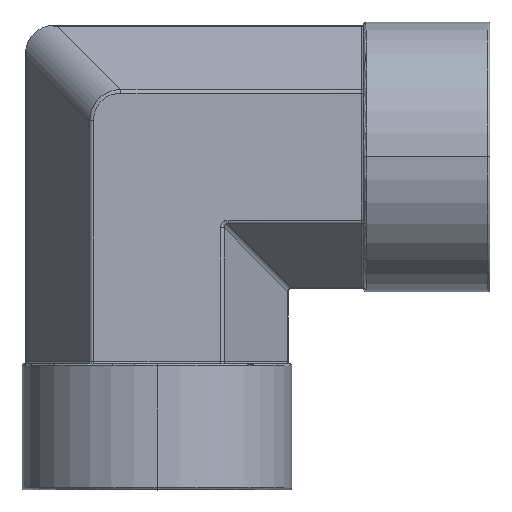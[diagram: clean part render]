
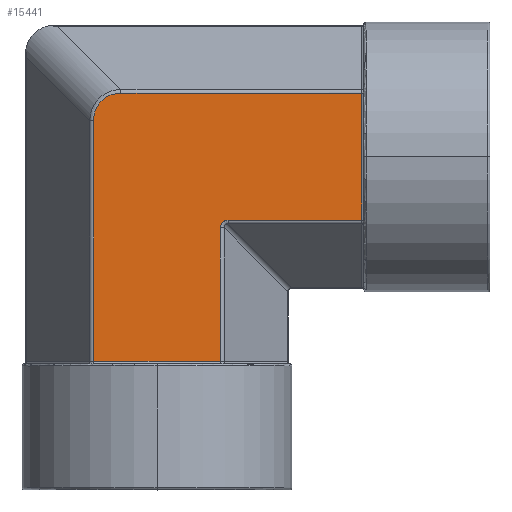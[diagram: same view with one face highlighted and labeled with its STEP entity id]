
A CAD part, top view. The second image highlights one B-rep face of the part: STEP entity #15441.
In plain terms, the highlighted planar face has unit normal (0, 0, 1).
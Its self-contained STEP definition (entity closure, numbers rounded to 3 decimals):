
#5983=DIRECTION('',(-1.,0.,0.));
#5984=VECTOR('',#5983,14.087);
#5985=CARTESIAN_POINT('',(7.044,-22.75,12.7));
#5986=LINE('',#5985,#5984);
#5990=DIRECTION('',(0.,1.,0.));
#5991=VECTOR('',#5990,26.763);
#5992=CARTESIAN_POINT('',(-7.044,-22.75,12.7));
#5993=LINE('',#5992,#5991);
#5997=CARTESIAN_POINT('',(-4.013,7.044,12.7));
#5998=CARTESIAN_POINT('',(-4.09,7.044,12.7));
#5999=CARTESIAN_POINT('',(-4.241,7.039,12.7));
#6000=CARTESIAN_POINT('',(-4.461,7.019,12.7));
#6001=CARTESIAN_POINT('',(-4.673,6.985,12.7));
#6002=CARTESIAN_POINT('',(-4.876,6.94,12.7));
#6003=CARTESIAN_POINT('',(-5.072,6.883,12.7));
#6004=CARTESIAN_POINT('',(-5.259,6.815,12.7));
#6005=CARTESIAN_POINT('',(-5.438,6.736,12.7));
#6006=CARTESIAN_POINT('',(-5.608,6.648,12.7));
#6007=CARTESIAN_POINT('',(-5.769,6.549,12.7));
#6008=CARTESIAN_POINT('',(-5.921,6.441,12.7));
#6009=CARTESIAN_POINT('',(-6.064,6.324,12.7));
#6010=CARTESIAN_POINT('',(-6.199,6.199,12.7));
#6011=CARTESIAN_POINT('',(-6.324,6.064,12.7));
#6012=CARTESIAN_POINT('',(-6.441,5.921,12.7));
#6013=CARTESIAN_POINT('',(-6.549,5.769,12.7));
#6014=CARTESIAN_POINT('',(-6.648,5.608,12.7));
#6015=CARTESIAN_POINT('',(-6.736,5.438,12.7));
#6016=CARTESIAN_POINT('',(-6.815,5.259,12.7));
#6017=CARTESIAN_POINT('',(-6.883,5.072,12.7));
#6018=CARTESIAN_POINT('',(-6.94,4.876,12.7));
#6019=CARTESIAN_POINT('',(-6.985,4.673,12.7));
#6020=CARTESIAN_POINT('',(-7.019,4.461,12.7));
#6021=CARTESIAN_POINT('',(-7.039,4.241,12.7));
#6022=CARTESIAN_POINT('',(-7.044,4.09,12.7));
#6023=CARTESIAN_POINT('',(-7.044,4.013,12.7));
#6028=DIRECTION('',(1.,0.,0.));
#6029=VECTOR('',#6028,26.763);
#6030=CARTESIAN_POINT('',(-4.013,7.044,12.7));
#6031=LINE('',#6030,#6029);
#6035=DIRECTION('',(0.,-1.,0.));
#6036=VECTOR('',#6035,14.087);
#6037=CARTESIAN_POINT('',(22.75,7.044,12.7));
#6038=LINE('',#6037,#6036);
#6042=DIRECTION('',(-1.,0.,0.));
#6043=VECTOR('',#6042,14.84);
#6044=CARTESIAN_POINT('',(22.75,-7.044,12.7));
#6045=LINE('',#6044,#6043);
#6049=CARTESIAN_POINT('',(7.044,-7.91,12.7));
#6050=CARTESIAN_POINT('',(7.044,-7.881,12.7));
#6051=CARTESIAN_POINT('',(7.046,-7.824,12.7));
#6052=CARTESIAN_POINT('',(7.056,-7.741,12.7));
#6053=CARTESIAN_POINT('',(7.073,-7.663,12.7));
#6054=CARTESIAN_POINT('',(7.095,-7.59,12.7));
#6055=CARTESIAN_POINT('',(7.122,-7.523,12.7));
#6056=CARTESIAN_POINT('',(7.152,-7.462,12.7));
#6057=CARTESIAN_POINT('',(7.186,-7.405,12.7));
#6058=CARTESIAN_POINT('',(7.224,-7.354,12.7));
#6059=CARTESIAN_POINT('',(7.264,-7.307,12.7));
#6060=CARTESIAN_POINT('',(7.307,-7.263,12.7));
#6061=CARTESIAN_POINT('',(7.354,-7.223,12.7));
#6062=CARTESIAN_POINT('',(7.406,-7.186,12.7));
#6063=CARTESIAN_POINT('',(7.462,-7.152,12.7));
#6064=CARTESIAN_POINT('',(7.524,-7.121,12.7));
#6065=CARTESIAN_POINT('',(7.591,-7.095,12.7));
#6066=CARTESIAN_POINT('',(7.664,-7.073,12.7));
#6067=CARTESIAN_POINT('',(7.742,-7.056,12.7));
#6068=CARTESIAN_POINT('',(7.824,-7.046,12.7));
#6069=CARTESIAN_POINT('',(7.881,-7.044,12.7));
#6070=CARTESIAN_POINT('',(7.91,-7.044,12.7));
#6075=DIRECTION('',(0.,1.,0.));
#6076=VECTOR('',#6075,14.84);
#6077=CARTESIAN_POINT('',(7.044,-22.75,12.7));
#6078=LINE('',#6077,#6076);
#11170=VERTEX_POINT('',#6049);
#11171=VERTEX_POINT('',#6070);
#11199=CARTESIAN_POINT('',(-4.013,7.044,12.7));
#11200=VERTEX_POINT('',#11199);
#11201=VERTEX_POINT('',#6023);
#11421=CARTESIAN_POINT('',(7.044,-22.75,12.7));
#11422=VERTEX_POINT('',#11421);
#11425=CARTESIAN_POINT('',(-7.044,-22.75,12.7));
#11426=VERTEX_POINT('',#11425);
#11449=CARTESIAN_POINT('',(22.75,7.044,12.7));
#11450=VERTEX_POINT('',#11449);
#11453=CARTESIAN_POINT('',(22.75,-7.044,12.7));
#11454=VERTEX_POINT('',#11453);
#15421=CARTESIAN_POINT('',(0.,7.332,12.7));
#15422=DIRECTION('',(0.,0.,1.));
#15423=DIRECTION('',(0.,-1.,0.));
#15424=AXIS2_PLACEMENT_3D('',#15421,#15422,#15423);
#15425=PLANE('',#15424);
#15426=ORIENTED_EDGE('',*,*,#15412,.T.);
#15427=ORIENTED_EDGE('',*,*,#15388,.T.);
#15429=ORIENTED_EDGE('',*,*,#15428,.F.);
#15430=ORIENTED_EDGE('',*,*,#15264,.T.);
#15432=ORIENTED_EDGE('',*,*,#15431,.T.);
#15434=ORIENTED_EDGE('',*,*,#15433,.T.);
#15436=ORIENTED_EDGE('',*,*,#15435,.F.);
#15438=ORIENTED_EDGE('',*,*,#15437,.F.);
#15439=EDGE_LOOP('',(#15426,#15427,#15429,#15430,#15432,#15434,#15436,#15438));
#15440=FACE_OUTER_BOUND('',#15439,.F.);
#6024=B_SPLINE_CURVE_WITH_KNOTS('',3,(#5997,#5998,#5999,#6000,#6001,#6002,#6003,
#6004,#6005,#6006,#6007,#6008,#6009,#6010,#6011,#6012,#6013,#6014,#6015,#6016,
#6017,#6018,#6019,#6020,#6021,#6022,#6023),.UNSPECIFIED.,.F.,.F.,(4,1,1,1,1,1,1,
1,1,1,1,1,1,1,1,1,1,1,1,1,1,1,1,1,4),(0.,0.042,0.083,
0.125,0.167,0.208,0.25,0.292,
0.333,0.375,0.417,0.458,0.5,
0.542,0.583,0.625,0.667,0.708,
0.75,0.792,0.833,0.875,0.917,
0.958,1.),.UNSPECIFIED.);
#6071=B_SPLINE_CURVE_WITH_KNOTS('',3,(#6049,#6050,#6051,#6052,#6053,#6054,#6055,
#6056,#6057,#6058,#6059,#6060,#6061,#6062,#6063,#6064,#6065,#6066,#6067,#6068,
#6069,#6070),.UNSPECIFIED.,.F.,.F.,(4,1,1,1,1,1,1,1,1,1,1,1,1,1,1,1,1,1,1,4),(
0.,0.053,0.105,0.158,0.211,
0.263,0.316,0.368,0.421,
0.474,0.526,0.579,0.632,
0.684,0.737,0.789,0.842,
0.895,0.947,1.),.UNSPECIFIED.);
#15264=EDGE_CURVE('',#11200,#11450,#6031,.T.);
#15388=EDGE_CURVE('',#11426,#11201,#5993,.T.);
#15412=EDGE_CURVE('',#11422,#11426,#5986,.T.);
#15428=EDGE_CURVE('',#11200,#11201,#6024,.T.);
#15431=EDGE_CURVE('',#11450,#11454,#6038,.T.);
#15433=EDGE_CURVE('',#11454,#11171,#6045,.T.);
#15435=EDGE_CURVE('',#11170,#11171,#6071,.T.);
#15437=EDGE_CURVE('',#11422,#11170,#6078,.T.);
#15441=ADVANCED_FACE('',(#15440),#15425,.T.);
